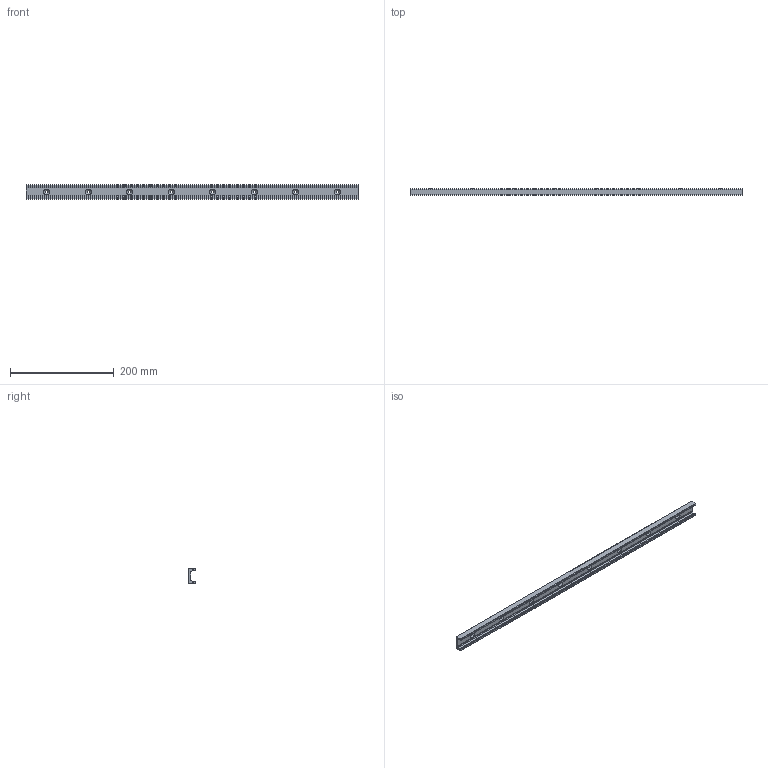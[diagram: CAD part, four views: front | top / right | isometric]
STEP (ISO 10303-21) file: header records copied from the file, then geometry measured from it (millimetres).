
FILE_DESCRIPTION((''),'2;1');
FILE_NAME('LCX 28H-0640.V.stp','2016-04-28T13:18:54',('MRathmann'),(''),'Autodesk Inventor 2012','Autodesk Inventor 2012','');
FILE_SCHEMA(('CONFIG_CONTROL_DESIGN'));
Length unit declared in the file: millimetre
Products named in the file (1): LCX 28H-0640.V
Bounding box: 640 x 12.3 x 28 mm (x, y, z)
Volume: 104005.7 mm3; surface area: 61919.6 mm2
Topology: 1 solids, 1 shells, 40 faces, 106 edges, 68 vertices
Faces by surface type: cylinder 19, plane 13, cone 8
Full cylindrical faces by diameter (mm): 5.5 x8
Entity records: 1230 total; most frequent: DIRECTION 218, CARTESIAN_POINT 199, ORIENTED_EDGE 180, EDGE_CURVE 90, AXIS2_PLACEMENT_3D 87, EDGE_LOOP 72, VERTEX_POINT 68, CIRCLE 46
